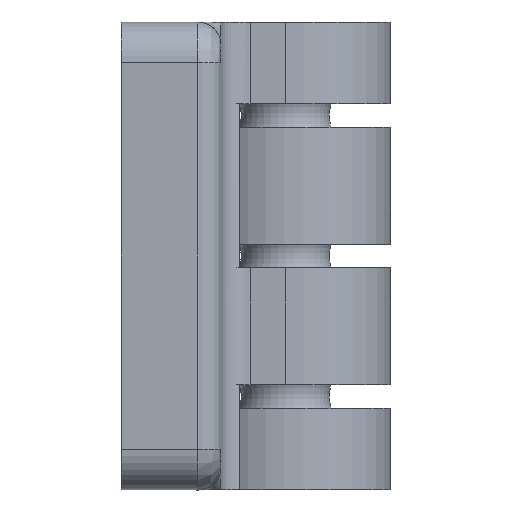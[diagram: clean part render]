
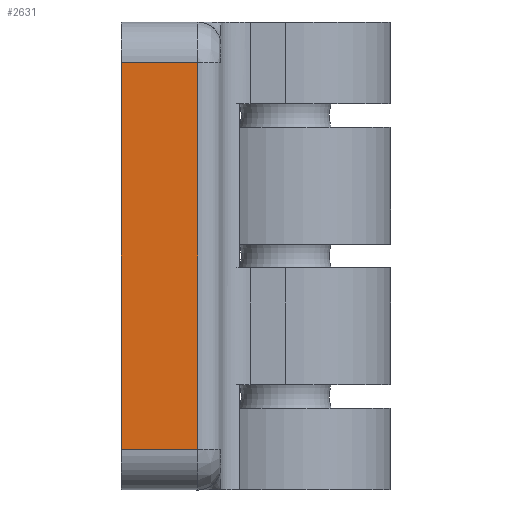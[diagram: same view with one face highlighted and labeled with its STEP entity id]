
A CAD part, left-side view. The second image highlights one B-rep face of the part: STEP entity #2631.
In plain terms, the highlighted face is planar.
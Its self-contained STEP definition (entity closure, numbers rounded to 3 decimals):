
#652=CARTESIAN_POINT('',(60.,-16.5,6.5));
#653=VERTEX_POINT('',#652);
#696=CARTESIAN_POINT('',(60.,16.5,6.5));
#697=VERTEX_POINT('',#696);
#714=CARTESIAN_POINT('',(60.,-16.5,6.5));
#715=DIRECTION('',(0.0,1.0,0.0));
#716=VECTOR('',#715,33.0);
#717=LINE('',#714,#716);
#718=EDGE_CURVE('',#653,#697,#717,.T.);
#2589=CARTESIAN_POINT('',(60.,16.5,0.));
#2590=VERTEX_POINT('',#2589);
#2591=CARTESIAN_POINT('',(60.,16.5,6.5));
#2592=DIRECTION('',(0.0,0.0,-1.0));
#2593=VECTOR('',#2592,6.5);
#2594=LINE('',#2591,#2593);
#2595=EDGE_CURVE('',#697,#2590,#2594,.T.);
#2608=CARTESIAN_POINT('',(60.,-18.15,-0.325));
#2609=DIRECTION('',(1.0,0.0,0.0));
#2610=DIRECTION('',(0.0,1.0,0.0));
#2611=AXIS2_PLACEMENT_3D('',#2608,#2609,#2610);
#2612=PLANE('',#2611);
#2613=ORIENTED_EDGE('',*,*,#718,.F.);
#2614=CARTESIAN_POINT('',(60.,-16.5,0.));
#2615=VERTEX_POINT('',#2614);
#2616=CARTESIAN_POINT('',(60.,-16.5,0.));
#2617=DIRECTION('',(0.0,0.0,1.0));
#2618=VECTOR('',#2617,6.5);
#2619=LINE('',#2616,#2618);
#2620=EDGE_CURVE('',#2615,#653,#2619,.T.);
#2621=ORIENTED_EDGE('',*,*,#2620,.F.);
#2622=CARTESIAN_POINT('',(60.,16.5,0.));
#2623=DIRECTION('',(0.0,-1.0,0.0));
#2624=VECTOR('',#2623,33.0);
#2625=LINE('',#2622,#2624);
#2626=EDGE_CURVE('',#2590,#2615,#2625,.T.);
#2627=ORIENTED_EDGE('',*,*,#2626,.F.);
#2628=ORIENTED_EDGE('',*,*,#2595,.F.);
#2629=EDGE_LOOP('',(#2613,#2621,#2627,#2628));
#2630=FACE_OUTER_BOUND('',#2629,.T.);
#2631=ADVANCED_FACE('',(#2630),#2612,.T.);
